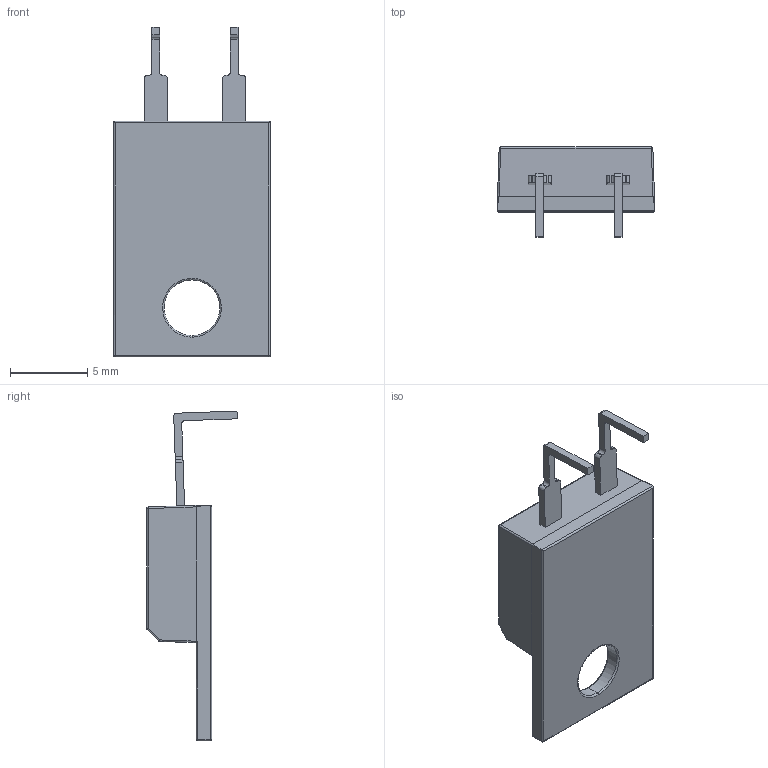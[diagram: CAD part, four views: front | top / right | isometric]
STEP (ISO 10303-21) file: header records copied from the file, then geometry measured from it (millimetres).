
FILE_DESCRIPTION (( 'STEP AP214' ), '1' );
FILE_NAME ('User Library-TO-220AC_BENT.STEP', '2013-05-25T13:49:14', ( 'Windows User' ), ( '' ), 'SwSTEP 2.0', 'SolidWorks 2013', '' );
FILE_SCHEMA (( 'AUTOMOTIVE_DESIGN' ));
Length unit declared in the file: millimetre
Products named in the file (1): User Library-TO-220AC_BENT
Bounding box: 10.16 x 5.85 x 21.34 mm (x, y, z)
Volume: 431.5 mm3; surface area: 506.9 mm2
Topology: 1 solids, 1 shells, 82 faces, 201 edges, 118 vertices
Faces by surface type: cylinder 34, plane 34, bspline 14
Entity records: 3470 total; most frequent: CARTESIAN_POINT 685, ORIENTED_EDGE 392, DIRECTION 382, EDGE_CURVE 196, AXIS2_PLACEMENT_3D 131, LINE 120, VECTOR 120, VERTEX_POINT 118
